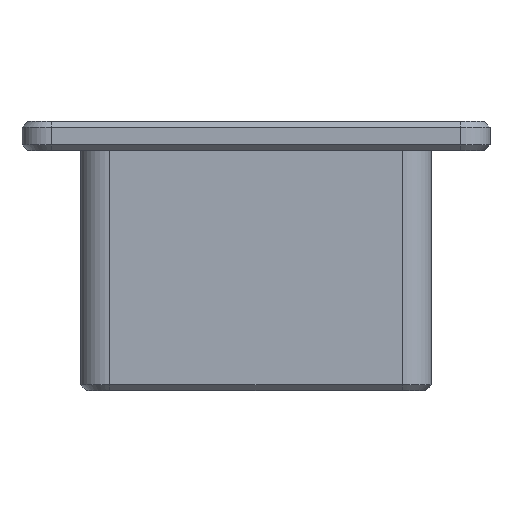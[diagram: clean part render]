
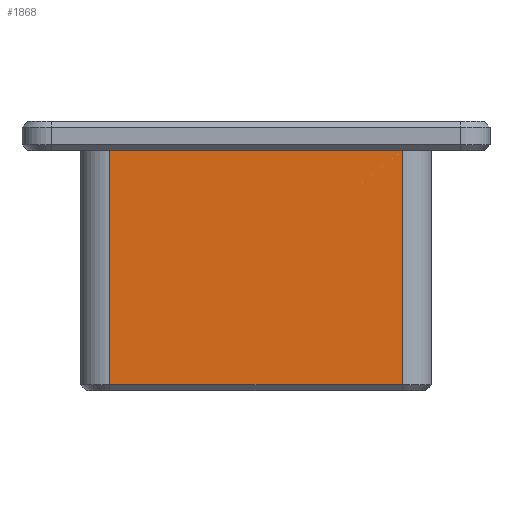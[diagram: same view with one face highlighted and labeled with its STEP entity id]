
A CAD part, front view. The second image highlights one B-rep face of the part: STEP entity #1868.
In plain terms, the highlighted planar face has unit normal (0, -1, 0).
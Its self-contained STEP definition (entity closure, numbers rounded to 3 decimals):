
#1513 = VERTEX_POINT('',#1514);
#1514 = CARTESIAN_POINT('',(-25.,-30.,-40.));
#1562 = VERTEX_POINT('',#1563);
#1563 = CARTESIAN_POINT('',(25.,-30.,-40.));
#1571 = EDGE_CURVE('',#1562,#1513,#1572,.T.);
#1572 = LINE('',#1573,#1574);
#1573 = CARTESIAN_POINT('',(25.,-30.,-40.));
#1574 = VECTOR('',#1575,1.);
#1575 = DIRECTION('',(-1.,-0.,-0.));
#1849 = VERTEX_POINT('',#1850);
#1850 = CARTESIAN_POINT('',(-25.,-30.,0.));
#1857 = EDGE_CURVE('',#1849,#1513,#1858,.T.);
#1858 = LINE('',#1859,#1860);
#1859 = CARTESIAN_POINT('',(-25.,-30.,0.));
#1860 = VECTOR('',#1861,1.);
#1861 = DIRECTION('',(-0.,-0.,-1.));
#1868 = ADVANCED_FACE('',(#1869),#1887,.T.);
#1869 = FACE_BOUND('',#1870,.F.);
#1870 = EDGE_LOOP('',(#1871,#1879,#1880,#1881));
#1871 = ORIENTED_EDGE('',*,*,#1872,.T.);
#1872 = EDGE_CURVE('',#1873,#1562,#1875,.T.);
#1873 = VERTEX_POINT('',#1874);
#1874 = CARTESIAN_POINT('',(25.,-30.,0.));
#1875 = LINE('',#1876,#1877);
#1876 = CARTESIAN_POINT('',(25.,-30.,0.));
#1877 = VECTOR('',#1878,1.);
#1878 = DIRECTION('',(-0.,-0.,-1.));
#1879 = ORIENTED_EDGE('',*,*,#1571,.T.);
#1880 = ORIENTED_EDGE('',*,*,#1857,.F.);
#1881 = ORIENTED_EDGE('',*,*,#1882,.F.);
#1882 = EDGE_CURVE('',#1873,#1849,#1883,.T.);
#1883 = LINE('',#1884,#1885);
#1884 = CARTESIAN_POINT('',(30.,-30.,0.));
#1885 = VECTOR('',#1886,1.);
#1886 = DIRECTION('',(-1.,0.,0.));
#1887 = PLANE('',#1888);
#1888 = AXIS2_PLACEMENT_3D('',#1889,#1890,#1891);
#1889 = CARTESIAN_POINT('',(30.,-30.,0.));
#1890 = DIRECTION('',(-0.,-1.,-0.));
#1891 = DIRECTION('',(1.,0.,0.));
